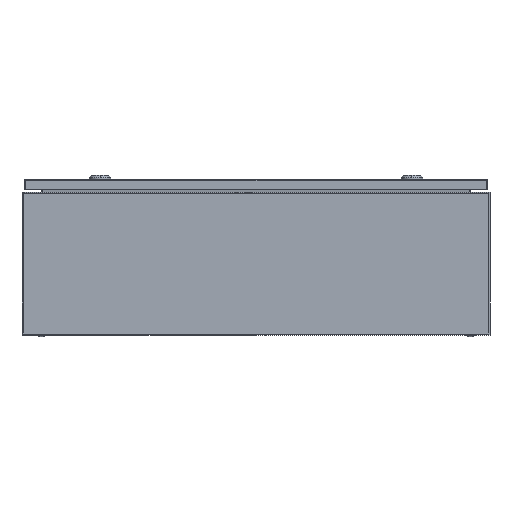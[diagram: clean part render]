
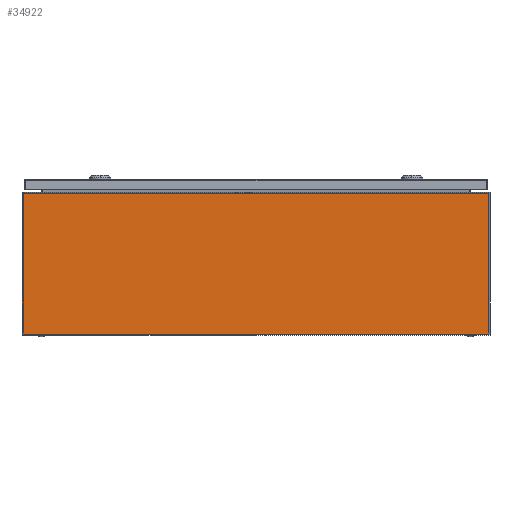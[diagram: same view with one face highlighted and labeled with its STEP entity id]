
A CAD part, left-side view. The second image highlights one B-rep face of the part: STEP entity #34922.
In plain terms, the highlighted planar face has unit normal (-1, 0, 0).
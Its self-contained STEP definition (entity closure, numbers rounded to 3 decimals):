
#2544 = PLANE ( 'NONE',  #15985 ) ;
#2757 = FACE_OUTER_BOUND ( 'NONE', #12969, .T. ) ;
#3540 = VERTEX_POINT ( 'NONE', #36791 ) ;
#5184 = LINE ( 'NONE', #42429, #41398 ) ;
#7714 = ORIENTED_EDGE ( 'NONE', *, *, #12266, .F. ) ;
#10258 = DIRECTION ( 'NONE',  ( 0., 0., -1. ) ) ;
#10419 = VERTEX_POINT ( 'NONE', #40767 ) ;
#11577 = VERTEX_POINT ( 'NONE', #13104 ) ;
#11777 = CARTESIAN_POINT ( 'NONE',  ( 0., 0., 0. ) ) ;
#12266 = EDGE_CURVE ( 'NONE', #11577, #23922, #37305, .T. ) ;
#12844 = CARTESIAN_POINT ( 'NONE',  ( 0., 0., 0. ) ) ;
#12969 = EDGE_LOOP ( 'NONE', ( #24536, #7714, #39453, #30602 ) ) ;
#13104 = CARTESIAN_POINT ( 'NONE',  ( 0., 0., 183. ) ) ;
#15867 = CARTESIAN_POINT ( 'NONE',  ( 0., 0., 183. ) ) ;
#15985 = AXIS2_PLACEMENT_3D ( 'NONE', #15867, #36866, #22732 ) ;
#16200 = DIRECTION ( 'NONE',  ( 0., -1., 0. ) ) ;
#16595 = VECTOR ( 'NONE', #16200, 1000. ) ;
#20495 = VECTOR ( 'NONE', #10258, 1000. ) ;
#20645 = EDGE_CURVE ( 'NONE', #3540, #23922, #39863, .T. ) ;
#21820 = CARTESIAN_POINT ( 'NONE',  ( 0., 600., 183. ) ) ;
#22045 = DIRECTION ( 'NONE',  ( 0., 0., -1. ) ) ;
#22732 = DIRECTION ( 'NONE',  ( 0., 0., -1. ) ) ;
#23922 = VERTEX_POINT ( 'NONE', #11777 ) ;
#24536 = ORIENTED_EDGE ( 'NONE', *, *, #20645, .T. ) ;
#27350 = CARTESIAN_POINT ( 'NONE',  ( 0., 0., 183. ) ) ;
#28310 = EDGE_CURVE ( 'NONE', #10419, #3540, #28680, .T. ) ;
#28680 = LINE ( 'NONE', #21820, #43837 ) ;
#30602 = ORIENTED_EDGE ( 'NONE', *, *, #28310, .T. ) ;
#33796 = EDGE_CURVE ( 'NONE', #10419, #11577, #5184, .T. ) ;
#34922 = ADVANCED_FACE ( 'NONE', ( #2757 ), #2544, .F. ) ;
#36791 = CARTESIAN_POINT ( 'NONE',  ( 0., 600., 0. ) ) ;
#36866 = DIRECTION ( 'NONE',  ( 1., 0., 0. ) ) ;
#37305 = LINE ( 'NONE', #27350, #20495 ) ;
#39118 = DIRECTION ( 'NONE',  ( 0., -1., 0. ) ) ;
#39453 = ORIENTED_EDGE ( 'NONE', *, *, #33796, .F. ) ;
#39863 = LINE ( 'NONE', #12844, #16595 ) ;
#40767 = CARTESIAN_POINT ( 'NONE',  ( 0., 600., 183. ) ) ;
#41398 = VECTOR ( 'NONE', #39118, 1000. ) ;
#42429 = CARTESIAN_POINT ( 'NONE',  ( 0., 0., 183. ) ) ;
#43837 = VECTOR ( 'NONE', #22045, 1000. ) ;
